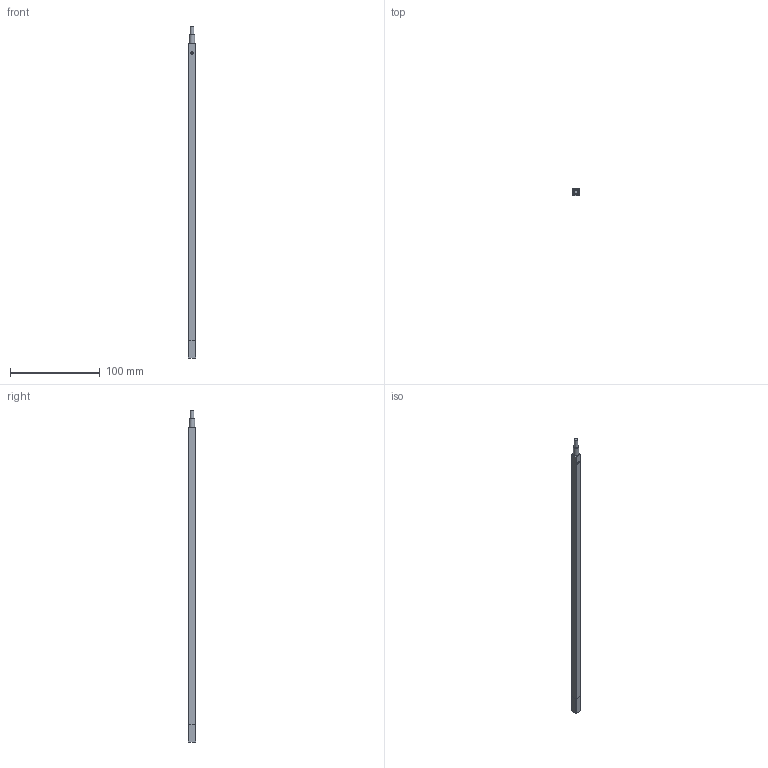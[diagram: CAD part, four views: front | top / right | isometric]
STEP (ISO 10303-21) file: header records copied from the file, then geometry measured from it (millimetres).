
FILE_DESCRIPTION(('FreeCAD Model'),'2;1');
FILE_NAME( 'telescoping_shaft_inner.step', '2020-07-22T01:26:52',('Author'),(''), 'Open CASCADE STEP processor 7.4','FreeCAD','Unknown');
FILE_SCHEMA(('AUTOMOTIVE_DESIGN { 1 0 10303 214 1 1 1 1 }'));
Length unit declared in the file: millimetre
Products named in the file (1): telescopic_shaft_inner_001
Bounding box: 8 x 8 x 370 mm (x, y, z)
Volume: 10137.6 mm3; surface area: 20191.1 mm2
Topology: 5 solids, 6 shells, 62 faces, 153 edges, 96 vertices
Faces by surface type: plane 46, cone 10, cylinder 5, sphere 1
Full cylindrical faces by diameter (mm): 2.5 x1, 3.03 x1, 4 x2, 6 x1
Entity records: 4356 total; most frequent: CARTESIAN_POINT 1251, DIRECTION 587, LINE 351, VECTOR 351, ORIENTED_EDGE 302, PCURVE 302, DEFINITIONAL_REPRESENTATION 302, EDGE_CURVE 151
